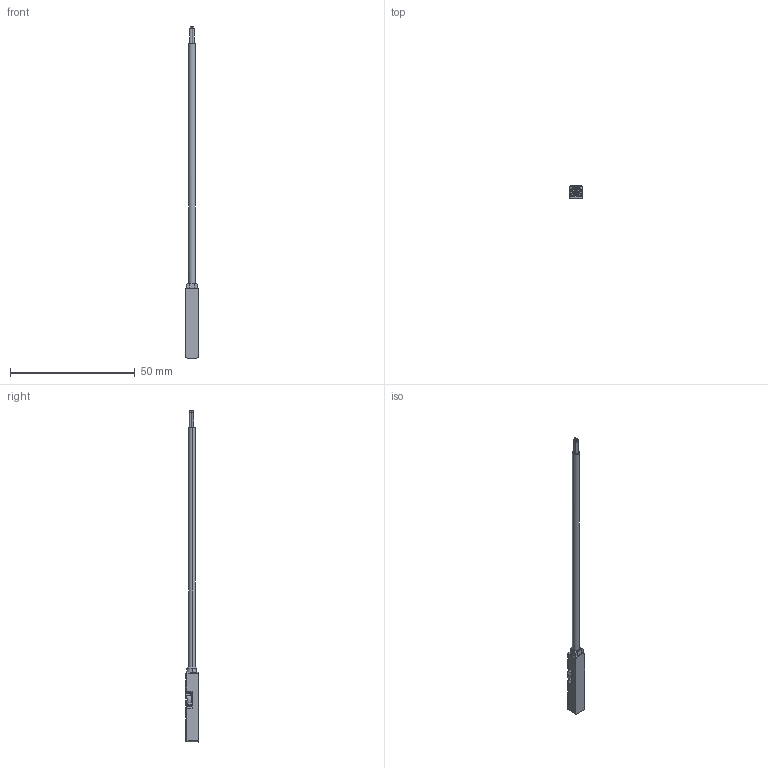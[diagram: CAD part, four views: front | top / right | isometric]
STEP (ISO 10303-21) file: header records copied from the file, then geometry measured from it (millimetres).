
FILE_DESCRIPTION((''),'2;1');
FILE_NAME('KT-65DNP_SW0003','2020-09-16T',('Stark'),(''),'CREO PARAMETRIC BY PTC INC, 2014500','CREO PARAMETRIC BY PTC INC, 2014500','');
FILE_SCHEMA(('CONFIG_CONTROL_DESIGN'));
Length unit declared in the file: millimetre
Products named in the file (1): KT-65DNP_SW0003
Bounding box: 5 x 5 x 133.27 mm (x, y, z)
Volume: 1289.8 mm3; surface area: 1592.5 mm2
Topology: 1 solids, 1 shells, 262 faces, 700 edges, 445 vertices
Faces by surface type: bspline 136, plane 62, cylinder 38, cone 12, sphere 8, torus 6
Entity records: 21643 total; most frequent: CARTESIAN_POINT 16291, ORIENTED_EDGE 1396, EDGE_CURVE 698, DIRECTION 635, VERTEX_POINT 445, B_SPLINE_CURVE_WITH_KNOTS 428, EDGE_LOOP 269, FACE_OUTER_BOUND 262
